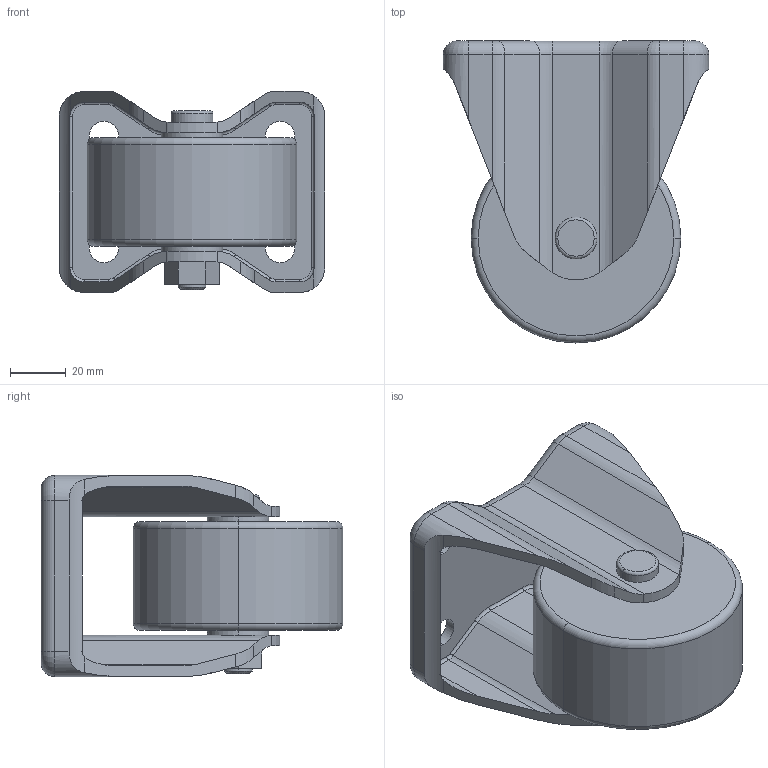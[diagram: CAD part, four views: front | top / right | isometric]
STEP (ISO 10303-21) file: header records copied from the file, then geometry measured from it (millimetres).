
FILE_DESCRIPTION (( 'STEP AP203' ), '1' );
FILE_NAME ('K-558-75.STEP', '2019-03-28T02:06:49', ( '' ), ( '' ), 'SwSTEP 2.0', 'SolidWorks 2014', '' );
FILE_SCHEMA (( 'CONFIG_CONTROL_DESIGN' ));
Length unit declared in the file: millimetre
Products named in the file (1): K-558-75
Bounding box: 95 x 108 x 72 mm (x, y, z)
Volume: 241064.3 mm3; surface area: 54275.7 mm2
Topology: 1 solids, 1 shells, 158 faces, 398 edges, 244 vertices
Faces by surface type: cylinder 74, plane 52, torus 30, cone 2
Entity records: 4905 total; most frequent: CARTESIAN_POINT 1041, DIRECTION 822, ORIENTED_EDGE 796, EDGE_CURVE 398, AXIS2_PLACEMENT_3D 317, VERTEX_POINT 244, LINE 188, VECTOR 188
